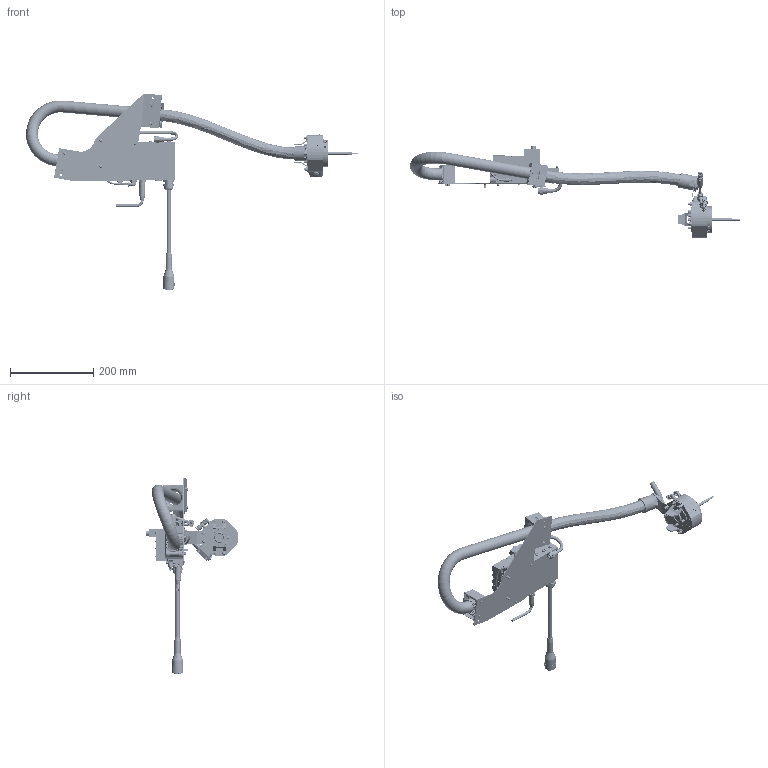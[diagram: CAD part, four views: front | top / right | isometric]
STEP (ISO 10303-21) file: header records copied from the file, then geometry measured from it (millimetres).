
FILE_DESCRIPTION (( 'STEP AP203' ), '1' );
FILE_NAME ('TS101-204.STEP', '2020-08-12T08:45:52', ( '' ), ( '' ), 'SwSTEP 2.0', 'SolidWorks 2019', '' );
FILE_SCHEMA (( 'CONFIG_CONTROL_DESIGN' ));
Products named in the file (1): TS101-204
Bounding box: 796.76 x 222.42 x 472.52 mm (x, y, z)
Volume: 1527486.5 mm3; surface area: 560755.8 mm2
Topology: 128 solids, 146 shells, 4813 faces, 11417 edges, 7218 vertices
Faces by surface type: plane 1876, cylinder 1564, bspline 623, cone 418, torus 284, sphere 48
Entity records: 170432 total; most frequent: CARTESIAN_POINT 60985, ORIENTED_EDGE 22660, DIRECTION 22457, EDGE_CURVE 11330, AXIS2_PLACEMENT_3D 8571, VERTEX_POINT 7215, EDGE_LOOP 5439, LINE 5315
